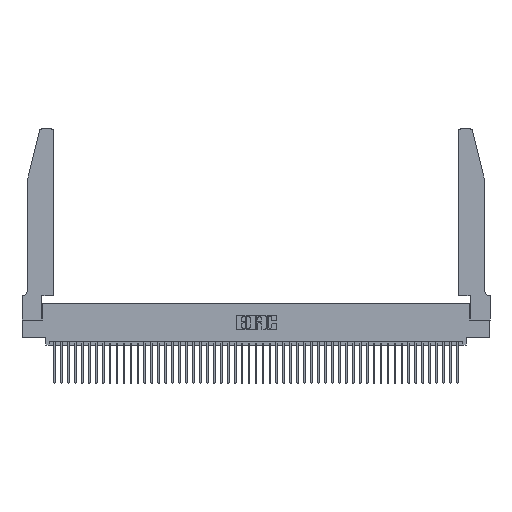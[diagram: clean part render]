
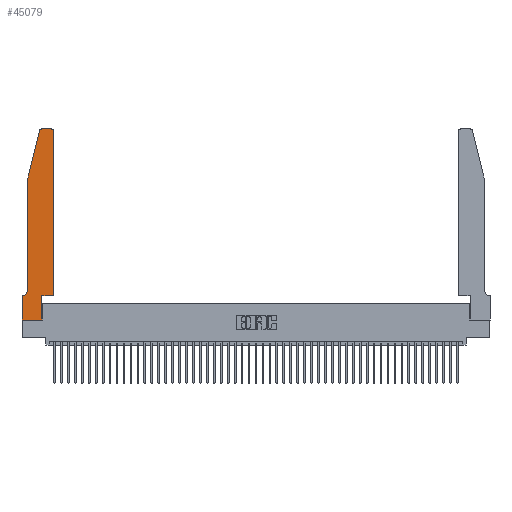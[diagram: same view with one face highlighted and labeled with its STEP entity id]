
A CAD part, top view. The second image highlights one B-rep face of the part: STEP entity #45079.
In plain terms, the highlighted planar face has unit normal (0, 0, 1).
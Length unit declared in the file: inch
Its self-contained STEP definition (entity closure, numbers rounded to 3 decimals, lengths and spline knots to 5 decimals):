
#786 = VERTEX_POINT ( 'NONE', #44565 ) ;
#790 = EDGE_CURVE ( 'NONE', #11090, #41748, #37317, .T. ) ;
#936 = ORIENTED_EDGE ( 'NONE', *, *, #39032, .T. ) ;
#1467 = ORIENTED_EDGE ( 'NONE', *, *, #41324, .T. ) ;
#1824 = VERTEX_POINT ( 'NONE', #17501 ) ;
#4070 = VECTOR ( 'NONE', #41519, 39.37008 ) ;
#4471 = VERTEX_POINT ( 'NONE', #31091 ) ;
#4562 = AXIS2_PLACEMENT_3D ( 'NONE', #7050, #33492, #10881 ) ;
#4891 = VERTEX_POINT ( 'NONE', #33498 ) ;
#4933 = CIRCLE ( 'NONE', #22552, 0.03 ) ;
#5545 = CARTESIAN_POINT ( 'NONE',  ( 0., 0.35, 0.37 ) ) ;
#5629 = ORIENTED_EDGE ( 'NONE', *, *, #790, .T. ) ;
#6075 = DIRECTION ( 'NONE',  ( -1., 0., 0. ) ) ;
#6205 = ORIENTED_EDGE ( 'NONE', *, *, #25726, .T. ) ;
#6876 = FACE_OUTER_BOUND ( 'NONE', #35857, .T. ) ;
#6905 = LINE ( 'NONE', #13145, #42878 ) ;
#6932 = ORIENTED_EDGE ( 'NONE', *, *, #41859, .T. ) ;
#7050 = CARTESIAN_POINT ( 'NONE',  ( 0.284, 2.72, 0.37 ) ) ;
#7292 = LINE ( 'NONE', #18648, #26307 ) ;
#7615 = LINE ( 'NONE', #47730, #36587 ) ;
#9394 = DIRECTION ( 'NONE',  ( 1., 0., 0. ) ) ;
#9398 = VECTOR ( 'NONE', #16791, 39.37008 ) ;
#9581 = CARTESIAN_POINT ( 'NONE',  ( 0.284, 2.75, 0.37 ) ) ;
#10158 = VECTOR ( 'NONE', #17363, 39.37008 ) ;
#10430 = ORIENTED_EDGE ( 'NONE', *, *, #30074, .T. ) ;
#10881 = DIRECTION ( 'NONE',  ( 1., 0., 0. ) ) ;
#11090 = VERTEX_POINT ( 'NONE', #9581 ) ;
#11407 = CARTESIAN_POINT ( 'NONE',  ( 0.2865, 0., 0.37 ) ) ;
#12312 = VECTOR ( 'NONE', #31068, 39.37008 ) ;
#12514 = LINE ( 'NONE', #24080, #20262 ) ;
#13052 = LINE ( 'NONE', #15269, #4070 ) ;
#13145 = CARTESIAN_POINT ( 'NONE',  ( 0.0755, 0.35, 0.37 ) ) ;
#13817 = EDGE_CURVE ( 'NONE', #41748, #4891, #20733, .T. ) ;
#15269 = CARTESIAN_POINT ( 'NONE',  ( 0.0755, 2., 0.37 ) ) ;
#15313 = LINE ( 'NONE', #32567, #25399 ) ;
#16586 = CIRCLE ( 'NONE', #27980, 0.07 ) ;
#16791 = DIRECTION ( 'NONE',  ( -0.239, -0.971, 0. ) ) ;
#17363 = DIRECTION ( 'NONE',  ( 0., 1., 0. ) ) ;
#17501 = CARTESIAN_POINT ( 'NONE',  ( 0.4205, 2.75, 0.37 ) ) ;
#18648 = CARTESIAN_POINT ( 'NONE',  ( 0.4505, 0.35, 0.37 ) ) ;
#19795 = DIRECTION ( 'NONE',  ( 0., 0., -1. ) ) ;
#20262 = VECTOR ( 'NONE', #42850, 39.37008 ) ;
#20649 = ORIENTED_EDGE ( 'NONE', *, *, #32455, .T. ) ;
#20733 = LINE ( 'NONE', #43013, #9398 ) ;
#21585 = CARTESIAN_POINT ( 'NONE',  ( 0.4205, 2.72, 0.37 ) ) ;
#22433 = DIRECTION ( 'NONE',  ( 0., 1., 0. ) ) ;
#22552 = AXIS2_PLACEMENT_3D ( 'NONE', #21585, #47728, #25390 ) ;
#24080 = CARTESIAN_POINT ( 'NONE',  ( 0.4505, 0.35, 0.37 ) ) ;
#24304 = AXIS2_PLACEMENT_3D ( 'NONE', #5545, #32030, #9394 ) ;
#24637 = CARTESIAN_POINT ( 'NONE',  ( 0.2865, 0.35, 0.37 ) ) ;
#24791 = VERTEX_POINT ( 'NONE', #40141 ) ;
#24954 = CARTESIAN_POINT ( 'NONE',  ( 0.4505, 0.35, 0.37 ) ) ;
#25390 = DIRECTION ( 'NONE',  ( 1., 0., 0. ) ) ;
#25399 = VECTOR ( 'NONE', #6075, 39.37008 ) ;
#25726 = EDGE_CURVE ( 'NONE', #4891, #4471, #13052, .T. ) ;
#26307 = VECTOR ( 'NONE', #22433, 39.37008 ) ;
#27656 = ORIENTED_EDGE ( 'NONE', *, *, #47993, .T. ) ;
#27759 = DIRECTION ( 'NONE',  ( 1., 0., 0. ) ) ;
#27964 = CARTESIAN_POINT ( 'NONE',  ( 0.4505, 2.72, 0.37 ) ) ;
#27980 = AXIS2_PLACEMENT_3D ( 'NONE', #42215, #19795, #45966 ) ;
#27995 = CARTESIAN_POINT ( 'NONE',  ( 0.2865, 0.35, 0.37 ) ) ;
#28132 = VERTEX_POINT ( 'NONE', #27995 ) ;
#29370 = EDGE_CURVE ( 'NONE', #4471, #786, #16586, .T. ) ;
#30074 = EDGE_CURVE ( 'NONE', #24791, #35065, #32393, .T. ) ;
#30405 = EDGE_CURVE ( 'NONE', #786, #24791, #6905, .T. ) ;
#31068 = DIRECTION ( 'NONE',  ( 0., -1., 0. ) ) ;
#31091 = CARTESIAN_POINT ( 'NONE',  ( 0.0755, 0.42, 0.37 ) ) ;
#31114 = ORIENTED_EDGE ( 'NONE', *, *, #37262, .T. ) ;
#32030 = DIRECTION ( 'NONE',  ( 0., 0., 1. ) ) ;
#32393 = LINE ( 'NONE', #34837, #12312 ) ;
#32455 = EDGE_CURVE ( 'NONE', #48147, #40657, #7292, .T. ) ;
#32567 = CARTESIAN_POINT ( 'NONE',  ( 0.2605, 2.75, 0.37 ) ) ;
#33452 = ORIENTED_EDGE ( 'NONE', *, *, #30405, .T. ) ;
#33492 = DIRECTION ( 'NONE',  ( 0., 0., 1. ) ) ;
#33498 = CARTESIAN_POINT ( 'NONE',  ( 0.0755, 2., 0.37 ) ) ;
#34837 = CARTESIAN_POINT ( 'NONE',  ( 0., 0., 0.37 ) ) ;
#35065 = VERTEX_POINT ( 'NONE', #36141 ) ;
#35857 = EDGE_LOOP ( 'NONE', ( #31114, #5629, #38112, #6205, #39856, #33452, #10430, #27656, #1467, #6932, #20649, #936 ) ) ;
#36141 = CARTESIAN_POINT ( 'NONE',  ( 0., 0., 0.37 ) ) ;
#36587 = VECTOR ( 'NONE', #27759, 39.37008 ) ;
#37262 = EDGE_CURVE ( 'NONE', #1824, #11090, #15313, .T. ) ;
#37317 = CIRCLE ( 'NONE', #4562, 0.03 ) ;
#38112 = ORIENTED_EDGE ( 'NONE', *, *, #13817, .T. ) ;
#38481 = CARTESIAN_POINT ( 'NONE',  ( 0.25487, 2.72718, 0.37 ) ) ;
#39032 = EDGE_CURVE ( 'NONE', #40657, #1824, #4933, .T. ) ;
#39792 = DIRECTION ( 'NONE',  ( -1., 0., 0. ) ) ;
#39856 = ORIENTED_EDGE ( 'NONE', *, *, #29370, .T. ) ;
#40141 = CARTESIAN_POINT ( 'NONE',  ( 0., 0.35, 0.37 ) ) ;
#40657 = VERTEX_POINT ( 'NONE', #27964 ) ;
#41324 = EDGE_CURVE ( 'NONE', #46192, #28132, #46371, .T. ) ;
#41519 = DIRECTION ( 'NONE',  ( 0., -1., 0. ) ) ;
#41748 = VERTEX_POINT ( 'NONE', #38481 ) ;
#41859 = EDGE_CURVE ( 'NONE', #28132, #48147, #12514, .T. ) ;
#42215 = CARTESIAN_POINT ( 'NONE',  ( 0.0055, 0.42, 0.37 ) ) ;
#42850 = DIRECTION ( 'NONE',  ( 1., 0., 0. ) ) ;
#42878 = VECTOR ( 'NONE', #39792, 39.37008 ) ;
#43013 = CARTESIAN_POINT ( 'NONE',  ( 0.0755, 2., 0.37 ) ) ;
#43134 = PLANE ( 'NONE',  #24304 ) ;
#44565 = CARTESIAN_POINT ( 'NONE',  ( 0.0055, 0.35, 0.37 ) ) ;
#45079 = ADVANCED_FACE ( 'NONE', ( #6876 ), #43134, .T. ) ;
#45966 = DIRECTION ( 'NONE',  ( -1., 0., 0. ) ) ;
#46192 = VERTEX_POINT ( 'NONE', #11407 ) ;
#46371 = LINE ( 'NONE', #24637, #10158 ) ;
#47728 = DIRECTION ( 'NONE',  ( 0., 0., 1. ) ) ;
#47730 = CARTESIAN_POINT ( 'NONE',  ( 0., 0., 0.37 ) ) ;
#47993 = EDGE_CURVE ( 'NONE', #35065, #46192, #7615, .T. ) ;
#48147 = VERTEX_POINT ( 'NONE', #24954 ) ;
